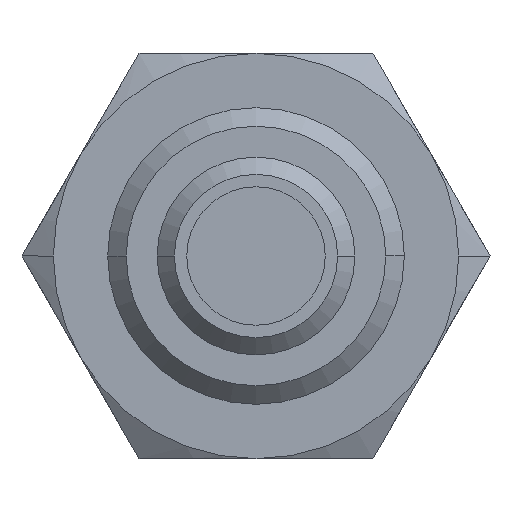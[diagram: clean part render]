
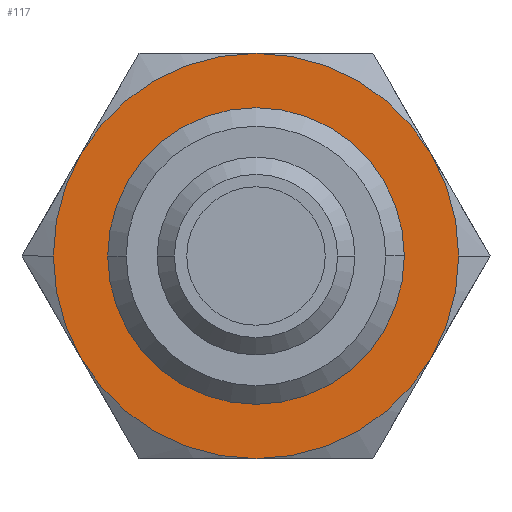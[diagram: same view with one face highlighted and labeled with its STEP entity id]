
A CAD part, left-side view. The second image highlights one B-rep face of the part: STEP entity #117.
In plain terms, the highlighted planar face has unit normal (-1, 0, 0).
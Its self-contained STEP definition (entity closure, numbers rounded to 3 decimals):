
#117=ADVANCED_FACE('',(#243,#244),#245,.T.);
#243=FACE_BOUND('',#381,.T.);
#244=FACE_OUTER_BOUND('',#382,.T.);
#245=PLANE('',#383);
#381=EDGE_LOOP('',(#786,#787));
#382=EDGE_LOOP('',(#788,#789,#790,#791,#792,#793,#794,#795));
#383=AXIS2_PLACEMENT_3D('',#796,#797,#798);
#786=ORIENTED_EDGE('',*,*,#1001,.F.);
#787=ORIENTED_EDGE('',*,*,#978,.F.);
#788=ORIENTED_EDGE('',*,*,#996,.T.);
#789=ORIENTED_EDGE('',*,*,#981,.T.);
#790=ORIENTED_EDGE('',*,*,#1000,.T.);
#791=ORIENTED_EDGE('',*,*,#986,.T.);
#792=ORIENTED_EDGE('',*,*,#983,.T.);
#793=ORIENTED_EDGE('',*,*,#989,.T.);
#794=ORIENTED_EDGE('',*,*,#991,.T.);
#795=ORIENTED_EDGE('',*,*,#995,.T.);
#796=CARTESIAN_POINT('',(-28.99,-7.1,0.));
#797=DIRECTION('',(-1.0,0.,0.));
#798=DIRECTION('',(0.,-1.0,0.));
#978=EDGE_CURVE('',#1174,#1172,#1176,.T.);
#981=EDGE_CURVE('',#1178,#1180,#1182,.T.);
#983=EDGE_CURVE('',#1186,#1183,#1187,.T.);
#986=EDGE_CURVE('',#1191,#1186,#1192,.T.);
#989=EDGE_CURVE('',#1183,#1194,#1196,.T.);
#991=EDGE_CURVE('',#1194,#1198,#1200,.T.);
#995=EDGE_CURVE('',#1198,#1204,#1206,.T.);
#996=EDGE_CURVE('',#1204,#1178,#1207,.T.);
#1000=EDGE_CURVE('',#1180,#1191,#1212,.T.);
#1001=EDGE_CURVE('',#1172,#1174,#1213,.T.);
#1172=VERTEX_POINT('',#1564);
#1174=VERTEX_POINT('',#1567);
#1176=CIRCLE('',#1570,6.0);
#1178=VERTEX_POINT('',#1572);
#1180=VERTEX_POINT('',#1575);
#1182=CIRCLE('',#1588,8.2);
#1183=VERTEX_POINT('',#1589);
#1186=VERTEX_POINT('',#1593);
#1187=CIRCLE('',#1594,8.2);
#1191=VERTEX_POINT('',#1620);
#1192=CIRCLE('',#1621,8.2);
#1194=VERTEX_POINT('',#1634);
#1196=CIRCLE('',#1647,8.2);
#1198=VERTEX_POINT('',#1649);
#1200=CIRCLE('',#1662,8.2);
#1204=VERTEX_POINT('',#1688);
#1206=CIRCLE('',#1701,8.2);
#1207=CIRCLE('',#1702,8.2);
#1212=CIRCLE('',#1740,8.2);
#1213=CIRCLE('',#1741,6.0);
#1564=CARTESIAN_POINT('',(-28.99,-6.0,0.));
#1567=CARTESIAN_POINT('',(-28.99,6.0,0.));
#1570=AXIS2_PLACEMENT_3D('',#1948,#1949,#1950);
#1572=CARTESIAN_POINT('',(-28.99,-8.2,0.));
#1575=CARTESIAN_POINT('',(-28.99,-7.101,4.1));
#1588=AXIS2_PLACEMENT_3D('',#1952,#1953,#1954);
#1589=CARTESIAN_POINT('',(-28.99,8.2,0.));
#1593=CARTESIAN_POINT('',(-28.99,7.101,4.1));
#1594=AXIS2_PLACEMENT_3D('',#1956,#1957,#1958);
#1620=CARTESIAN_POINT('',(-28.99,0.,8.2));
#1621=AXIS2_PLACEMENT_3D('',#1959,#1960,#1961);
#1634=CARTESIAN_POINT('',(-28.99,7.101,-4.1));
#1647=AXIS2_PLACEMENT_3D('',#1962,#1963,#1964);
#1649=CARTESIAN_POINT('',(-28.99,0.,-8.2));
#1662=AXIS2_PLACEMENT_3D('',#1965,#1966,#1967);
#1688=CARTESIAN_POINT('',(-28.99,-7.101,-4.1));
#1701=AXIS2_PLACEMENT_3D('',#1968,#1969,#1970);
#1702=AXIS2_PLACEMENT_3D('',#1971,#1972,#1973);
#1740=AXIS2_PLACEMENT_3D('',#1974,#1975,#1976);
#1741=AXIS2_PLACEMENT_3D('',#1977,#1978,#1979);
#1948=CARTESIAN_POINT('',(-28.99,0.,0.));
#1949=DIRECTION('',(-1.0,0.,0.));
#1950=DIRECTION('',(0.,-1.0,0.));
#1952=CARTESIAN_POINT('',(-28.99,0.,0.));
#1953=DIRECTION('',(-1.0,0.,0.));
#1954=DIRECTION('',(0.,-1.0,0.));
#1956=CARTESIAN_POINT('',(-28.99,0.,0.));
#1957=DIRECTION('',(-1.0,0.,0.));
#1958=DIRECTION('',(0.,-1.0,0.));
#1959=CARTESIAN_POINT('',(-28.99,0.,0.));
#1960=DIRECTION('',(-1.0,0.,0.));
#1961=DIRECTION('',(0.,-1.0,0.));
#1962=CARTESIAN_POINT('',(-28.99,0.,0.));
#1963=DIRECTION('',(-1.0,0.,0.));
#1964=DIRECTION('',(0.,-1.0,0.));
#1965=CARTESIAN_POINT('',(-28.99,0.,0.));
#1966=DIRECTION('',(-1.0,0.,0.));
#1967=DIRECTION('',(0.,-1.0,0.));
#1968=CARTESIAN_POINT('',(-28.99,0.,0.));
#1969=DIRECTION('',(-1.0,0.,0.));
#1970=DIRECTION('',(0.,-1.0,0.));
#1971=CARTESIAN_POINT('',(-28.99,0.,0.));
#1972=DIRECTION('',(-1.0,0.,0.));
#1973=DIRECTION('',(0.,-1.0,0.));
#1974=CARTESIAN_POINT('',(-28.99,0.,0.));
#1975=DIRECTION('',(-1.0,0.,0.));
#1976=DIRECTION('',(0.,-1.0,0.));
#1977=CARTESIAN_POINT('',(-28.99,0.,0.));
#1978=DIRECTION('',(-1.0,0.,0.));
#1979=DIRECTION('',(0.,-1.0,0.));
